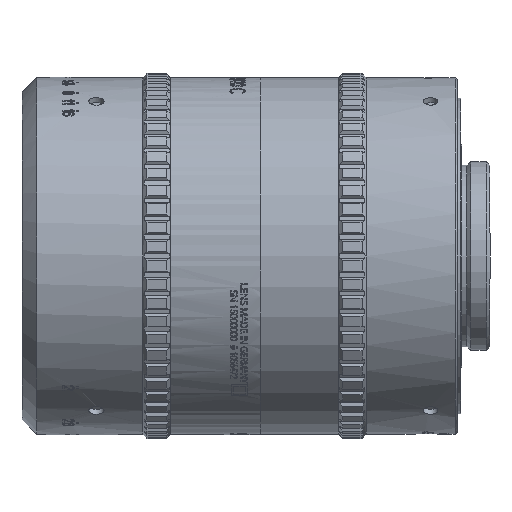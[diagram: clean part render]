
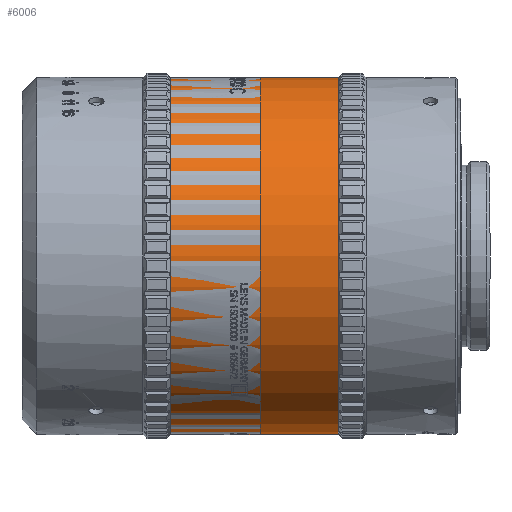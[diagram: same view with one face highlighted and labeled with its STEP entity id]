
A CAD part, front view. The second image highlights one B-rep face of the part: STEP entity #6006.
In plain terms, the highlighted cylindrical face has radius 24 mm (diameter 48 mm), a full revolution.
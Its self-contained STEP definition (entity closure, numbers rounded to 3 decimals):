
#303=CYLINDRICAL_SURFACE('',#23226,24.);
#6006=ADVANCED_FACE('BCT_REF_44876',(#7503,#7504),#303,.T.);
#7503=FACE_BOUND('',#8377,.T.);
#7504=FACE_BOUND('',#8378,.T.);
#8377=EDGE_LOOP('',(#11965));
#8378=EDGE_LOOP('',(#11966));
#11965=ORIENTED_EDGE('',*,*,#20424,.F.);
#11966=ORIENTED_EDGE('',*,*,#19327,.F.);
#16501=VERTEX_POINT('',#28164);
#17358=VERTEX_POINT('',#33070);
#19327=EDGE_CURVE('',#16501,#16501,#22654,.T.);
#20424=EDGE_CURVE('',#17358,#17358,#22670,.T.);
#22654=CIRCLE('',#22956,24.);
#22670=CIRCLE('',#23225,24.);
#22956=AXIS2_PLACEMENT_3D('',#28163,#24307,#24308);
#23225=AXIS2_PLACEMENT_3D('',#33069,#25085,#25086);
#23226=AXIS2_PLACEMENT_3D('',#33071,#25087,#25088);
#24307=DIRECTION('',(-1.,0.,0.));
#24308=DIRECTION('',(0.,0.,1.));
#25085=DIRECTION('',(1.,0.,0.));
#25086=DIRECTION('',(0.,1.,0.));
#25087=DIRECTION('',(-1.,0.,0.));
#25088=DIRECTION('',(0.,0.977,-0.215));
#28163=CARTESIAN_POINT('',(-59.493,0.,0.));
#28164=CARTESIAN_POINT('',(-59.493,0.,24.));
#33069=CARTESIAN_POINT('',(-36.993,0.,0.));
#33070=CARTESIAN_POINT('',(-36.993,24.,0.));
#33071=CARTESIAN_POINT('',(-46.413,0.,0.));
